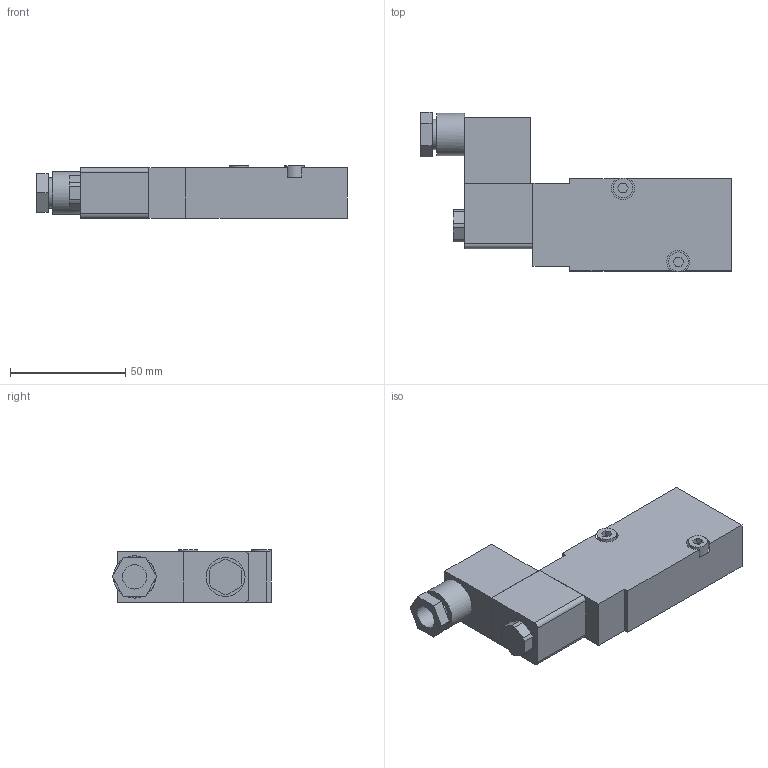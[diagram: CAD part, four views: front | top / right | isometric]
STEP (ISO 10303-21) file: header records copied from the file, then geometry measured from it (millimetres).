
FILE_DESCRIPTION(/* description */ ('Unknown','CAx-IF Rec.Pracs.---Representation and Presentation of Product Manufacturing Information (PMI)---4.0---2014-10-13','CAx-IF Rec.Pracs.---3D Tessellated Geometry---0.4---2014-09-14','2;1'),/* implementation_level */ '2;1');
FILE_NAME(/* name */ '498920 05_06_07_08_09_10_33_(Joyner 5_2)',/* time_stamp */ '2024-02-27T12:49:41+01:00',/* author */ ('Unknown'),/* organization */ ('Unknown'),/* preprocessor_version */ 'ST-DEVELOPER v18.102',/* originating_system */ 'Solid Edge',/* authorisation */ 'Unknown');
FILE_SCHEMA (('AP242_MANAGED_MODEL_BASED_3D_ENGINEERING_MIM_LF { 1 0 10303 442 1 1 4 }'));
Length unit declared in the file: millimetre
Products named in the file (6): Joyner5_2; T1; T2; T3; DIN912_M_5x8.1; T0
Assembly tree (6 placements, depth 2):
  Joyner5_2
    T1
    T2
    T3
    DIN912_M_5x8.1  x2
    T0
Bounding box: 134.7 x 68.98 x 22.8 mm (x, y, z)
Volume: 115876.2 mm3; surface area: 24924.3 mm2
Topology: 6 solids, 6 shells, 90 faces, 199 edges, 131 vertices
Faces by surface type: plane 66, cylinder 21, cone 3
Full cylindrical faces by diameter (mm): 5 x3, 7 x1, 8.5 x2, 10.5 x1, 13.157 x1, 13.16 x1, 16.9 x1, 18.3 x1
Entity records: 2259 total; most frequent: DIRECTION 380, CARTESIAN_POINT 363, ORIENTED_EDGE 322, EDGE_CURVE 161, AXIS2_PLACEMENT_3D 130, LINE 120, VECTOR 120, VERTEX_POINT 113
